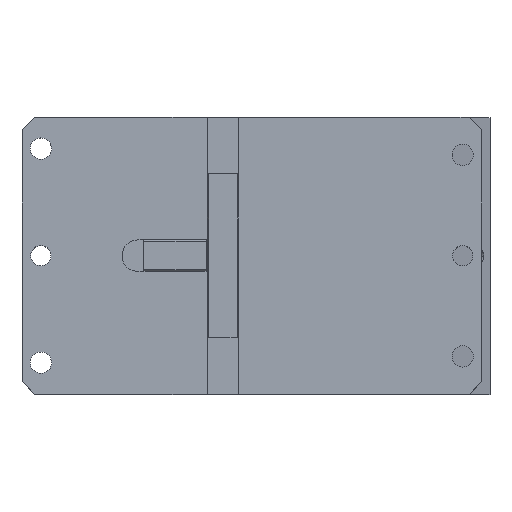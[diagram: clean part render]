
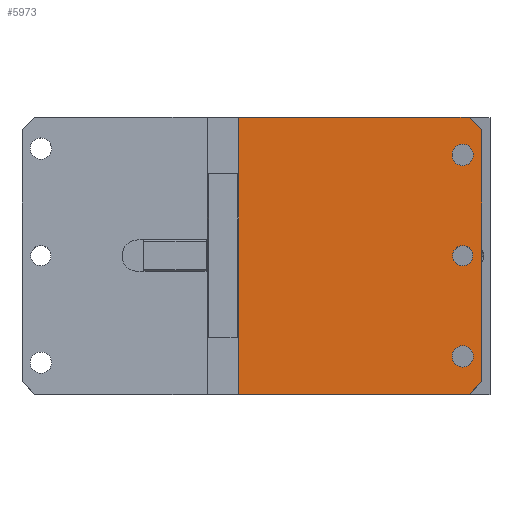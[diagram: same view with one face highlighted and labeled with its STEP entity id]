
A CAD part, top view. The second image highlights one B-rep face of the part: STEP entity #5973.
In plain terms, the highlighted planar face has unit normal (0, 0, 1).
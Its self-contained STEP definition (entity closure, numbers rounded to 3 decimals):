
#234=CARTESIAN_POINT('Axis2P3D Location',(-285.,-110.,265.)) ;
#601=CARTESIAN_POINT('Vertex',(-113.,110.,265.)) ;
#604=CARTESIAN_POINT('Line Origine',(-21.5,110.,265.)) ;
#608=CARTESIAN_POINT('Vertex',(70.,110.,265.)) ;
#1012=CARTESIAN_POINT('Vertex',(-113.,65.,265.)) ;
#1017=CARTESIAN_POINT('Line Origine',(-113.,87.5,265.)) ;
#1046=CARTESIAN_POINT('Line Origine',(75.,105.,265.)) ;
#1050=CARTESIAN_POINT('Vertex',(80.,100.,265.)) ;
#3109=CARTESIAN_POINT('Vertex',(80.,-100.,265.)) ;
#3112=CARTESIAN_POINT('Line Origine',(75.,-105.,265.)) ;
#3116=CARTESIAN_POINT('Vertex',(70.,-110.,265.)) ;
#3338=CARTESIAN_POINT('Line Origine',(-113.,0.,265.)) ;
#3342=CARTESIAN_POINT('Vertex',(-113.,63.8,265.)) ;
#3344=CARTESIAN_POINT('Vertex',(-113.,-63.8,265.)) ;
#3347=CARTESIAN_POINT('Line Origine',(-113.,64.4,265.)) ;
#3370=CARTESIAN_POINT('Vertex',(-113.,-65.,265.)) ;
#3373=CARTESIAN_POINT('Line Origine',(-113.,-64.4,265.)) ;
#3392=CARTESIAN_POINT('Axis2P3D Location',(65.,-80.,265.)) ;
#3396=CARTESIAN_POINT('Vertex',(65.,-88.5,265.)) ;
#3398=CARTESIAN_POINT('Vertex',(65.,-71.5,265.)) ;
#3432=CARTESIAN_POINT('Axis2P3D Location',(65.,-80.,265.)) ;
#3454=CARTESIAN_POINT('Axis2P3D Location',(65.,80.,265.)) ;
#3458=CARTESIAN_POINT('Vertex',(65.,71.5,265.)) ;
#3460=CARTESIAN_POINT('Vertex',(65.,88.5,265.)) ;
#3494=CARTESIAN_POINT('Axis2P3D Location',(65.,80.,265.)) ;
#4477=CARTESIAN_POINT('Axis2P3D Location',(65.,0.,265.)) ;
#4481=CARTESIAN_POINT('Vertex',(65.,8.,265.)) ;
#4483=CARTESIAN_POINT('Vertex',(65.,-8.,265.)) ;
#4508=CARTESIAN_POINT('Axis2P3D Location',(65.,0.,265.)) ;
#4841=CARTESIAN_POINT('Vertex',(-113.,-110.,265.)) ;
#4844=CARTESIAN_POINT('Line Origine',(-113.,-87.5,265.)) ;
#5710=CARTESIAN_POINT('Line Origine',(80.,0.,265.)) ;
#5944=CARTESIAN_POINT('Line Origine',(-21.5,-110.,265.)) ;
#235=DIRECTION('Axis2P3D Direction',(0.,0.,-1.)) ;
#236=DIRECTION('Axis2P3D XDirection',(0.,1.,0.)) ;
#605=DIRECTION('Vector Direction',(-1.,0.,0.)) ;
#1018=DIRECTION('Vector Direction',(0.,1.,0.)) ;
#1047=DIRECTION('Vector Direction',(-0.707,0.707,0.)) ;
#3113=DIRECTION('Vector Direction',(0.707,0.707,0.)) ;
#3339=DIRECTION('Vector Direction',(0.,-1.,0.)) ;
#3348=DIRECTION('Vector Direction',(0.,-1.,0.)) ;
#3374=DIRECTION('Vector Direction',(0.,-1.,0.)) ;
#3393=DIRECTION('Axis2P3D Direction',(0.,0.,-1.)) ;
#3433=DIRECTION('Axis2P3D Direction',(0.,0.,-1.)) ;
#3455=DIRECTION('Axis2P3D Direction',(0.,0.,-1.)) ;
#3495=DIRECTION('Axis2P3D Direction',(0.,0.,-1.)) ;
#4478=DIRECTION('Axis2P3D Direction',(0.,0.,-1.)) ;
#4509=DIRECTION('Axis2P3D Direction',(0.,0.,-1.)) ;
#4845=DIRECTION('Vector Direction',(0.,1.,0.)) ;
#5711=DIRECTION('Vector Direction',(0.,1.,0.)) ;
#5945=DIRECTION('Vector Direction',(-1.,0.,0.)) ;
#237=AXIS2_PLACEMENT_3D('Plane Axis2P3D',#234,#235,#236) ;
#3394=AXIS2_PLACEMENT_3D('Circle Axis2P3D',#3392,#3393,$) ;
#3434=AXIS2_PLACEMENT_3D('Circle Axis2P3D',#3432,#3433,$) ;
#3456=AXIS2_PLACEMENT_3D('Circle Axis2P3D',#3454,#3455,$) ;
#3496=AXIS2_PLACEMENT_3D('Circle Axis2P3D',#3494,#3495,$) ;
#4479=AXIS2_PLACEMENT_3D('Circle Axis2P3D',#4477,#4478,$) ;
#4510=AXIS2_PLACEMENT_3D('Circle Axis2P3D',#4508,#4509,$) ;
#5950=ORIENTED_EDGE('',*,*,#610,.T.) ;
#5951=ORIENTED_EDGE('',*,*,#1021,.F.) ;
#5952=ORIENTED_EDGE('',*,*,#3351,.T.) ;
#5953=ORIENTED_EDGE('',*,*,#3346,.T.) ;
#5954=ORIENTED_EDGE('',*,*,#3377,.T.) ;
#5955=ORIENTED_EDGE('',*,*,#4848,.F.) ;
#5956=ORIENTED_EDGE('',*,*,#5948,.F.) ;
#5957=ORIENTED_EDGE('',*,*,#3118,.T.) ;
#5958=ORIENTED_EDGE('',*,*,#5714,.T.) ;
#5959=ORIENTED_EDGE('',*,*,#1052,.T.) ;
#5962=ORIENTED_EDGE('',*,*,#3436,.T.) ;
#5963=ORIENTED_EDGE('',*,*,#3400,.T.) ;
#5966=ORIENTED_EDGE('',*,*,#3498,.T.) ;
#5967=ORIENTED_EDGE('',*,*,#3462,.T.) ;
#5970=ORIENTED_EDGE('',*,*,#4485,.F.) ;
#5971=ORIENTED_EDGE('',*,*,#4512,.F.) ;
#5964=FACE_BOUND('',#5961,.T.) ;
#5968=FACE_BOUND('',#5965,.T.) ;
#5972=FACE_BOUND('',#5969,.T.) ;
#606=VECTOR('Line Direction',#605,1.) ;
#1019=VECTOR('Line Direction',#1018,1.) ;
#1048=VECTOR('Line Direction',#1047,1.) ;
#3114=VECTOR('Line Direction',#3113,1.) ;
#3340=VECTOR('Line Direction',#3339,1.) ;
#3349=VECTOR('Line Direction',#3348,1.) ;
#3375=VECTOR('Line Direction',#3374,1.) ;
#4846=VECTOR('Line Direction',#4845,1.) ;
#5712=VECTOR('Line Direction',#5711,1.) ;
#5946=VECTOR('Line Direction',#5945,1.) ;
#5973=ADVANCED_FACE('CAM HOLDER',(#5960,#5964,#5968,#5972),#238,.F.) ;
#3395=CIRCLE('generated circle',#3394,8.5) ;
#3435=CIRCLE('generated circle',#3434,8.5) ;
#3457=CIRCLE('generated circle',#3456,8.5) ;
#3497=CIRCLE('generated circle',#3496,8.5) ;
#4480=CIRCLE('generated circle',#4479,8.) ;
#4511=CIRCLE('generated circle',#4510,8.) ;
#610=EDGE_CURVE('',#609,#602,#607,.T.) ;
#1021=EDGE_CURVE('',#1013,#602,#1020,.T.) ;
#1052=EDGE_CURVE('',#1051,#609,#1049,.T.) ;
#3118=EDGE_CURVE('',#3117,#3110,#3115,.T.) ;
#3346=EDGE_CURVE('',#3343,#3345,#3341,.T.) ;
#3351=EDGE_CURVE('',#1013,#3343,#3350,.T.) ;
#3377=EDGE_CURVE('',#3345,#3371,#3376,.T.) ;
#3400=EDGE_CURVE('',#3397,#3399,#3395,.T.) ;
#3436=EDGE_CURVE('',#3399,#3397,#3435,.T.) ;
#3462=EDGE_CURVE('',#3459,#3461,#3457,.T.) ;
#3498=EDGE_CURVE('',#3461,#3459,#3497,.T.) ;
#4485=EDGE_CURVE('',#4482,#4484,#4480,.F.) ;
#4512=EDGE_CURVE('',#4484,#4482,#4511,.F.) ;
#4848=EDGE_CURVE('',#4842,#3371,#4847,.T.) ;
#5714=EDGE_CURVE('',#3110,#1051,#5713,.T.) ;
#5948=EDGE_CURVE('',#3117,#4842,#5947,.T.) ;
#5949=EDGE_LOOP('',(#5950,#5951,#5952,#5953,#5954,#5955,#5956,#5957,#5958,#5959)) ;
#5961=EDGE_LOOP('',(#5962,#5963)) ;
#5965=EDGE_LOOP('',(#5966,#5967)) ;
#5969=EDGE_LOOP('',(#5970,#5971)) ;
#5960=FACE_OUTER_BOUND('',#5949,.T.) ;
#607=LINE('Line',#604,#606) ;
#1020=LINE('Line',#1017,#1019) ;
#1049=LINE('Line',#1046,#1048) ;
#3115=LINE('Line',#3112,#3114) ;
#3341=LINE('Line',#3338,#3340) ;
#3350=LINE('Line',#3347,#3349) ;
#3376=LINE('Line',#3373,#3375) ;
#4847=LINE('Line',#4844,#4846) ;
#5713=LINE('Line',#5710,#5712) ;
#5947=LINE('Line',#5944,#5946) ;
#238=PLANE('Plane',#237) ;
#602=VERTEX_POINT('',#601) ;
#609=VERTEX_POINT('',#608) ;
#1013=VERTEX_POINT('',#1012) ;
#1051=VERTEX_POINT('',#1050) ;
#3110=VERTEX_POINT('',#3109) ;
#3117=VERTEX_POINT('',#3116) ;
#3343=VERTEX_POINT('',#3342) ;
#3345=VERTEX_POINT('',#3344) ;
#3371=VERTEX_POINT('',#3370) ;
#3397=VERTEX_POINT('',#3396) ;
#3399=VERTEX_POINT('',#3398) ;
#3459=VERTEX_POINT('',#3458) ;
#3461=VERTEX_POINT('',#3460) ;
#4482=VERTEX_POINT('',#4481) ;
#4484=VERTEX_POINT('',#4483) ;
#4842=VERTEX_POINT('',#4841) ;
